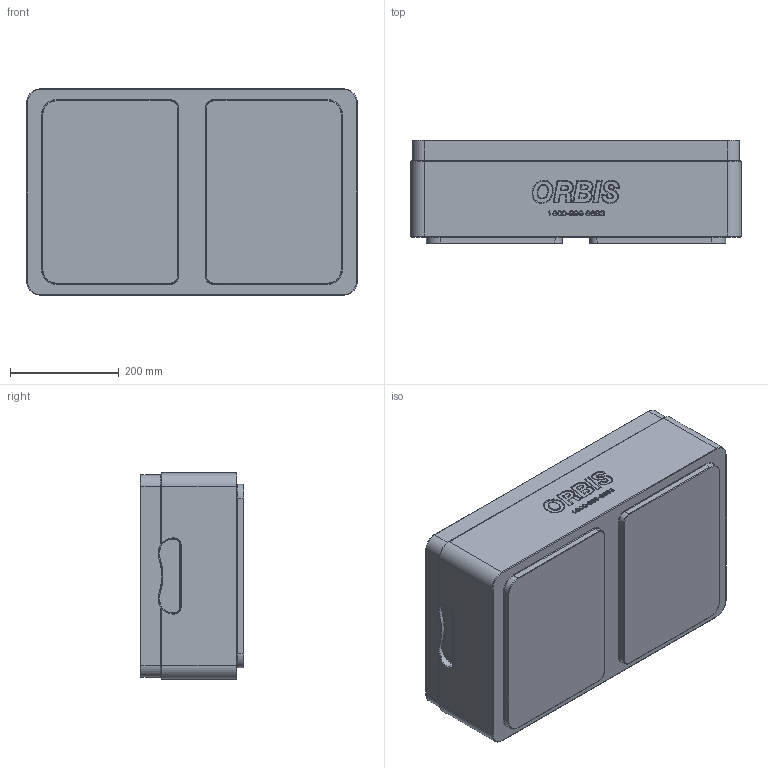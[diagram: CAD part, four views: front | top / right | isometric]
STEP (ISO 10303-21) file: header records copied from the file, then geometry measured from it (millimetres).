
FILE_DESCRIPTION((''),'2;1');
FILE_NAME('87575WSM','2025-06-20T12:01:41',('SYSTEM'),(''),'CREO PARAMETRIC BY PTC INC, 2023294','CREO PARAMETRIC BY PTC INC, 2023294','');
FILE_SCHEMA(('CONFIG_CONTROL_DESIGN'));
Products named in the file (1): 87575WSM
Bounding box: 608.33 x 190.5 x 379.73 mm (x, y, z)
Volume: 9999669.4 mm3; surface area: 1126110.7 mm2
Topology: 1 solids, 1 shells, 1911 faces, 5161 edges, 3325 vertices
Faces by surface type: plane 1369, bspline 177, cylinder 155, extrusion 150, torus 60
Entity records: 67769 total; most frequent: CARTESIAN_POINT 21835, ORIENTED_EDGE 10322, DIRECTION 8002, EDGE_CURVE 5161, VECTOR 4302, LINE 4152, VERTEX_POINT 3325, EDGE_LOOP 1984
